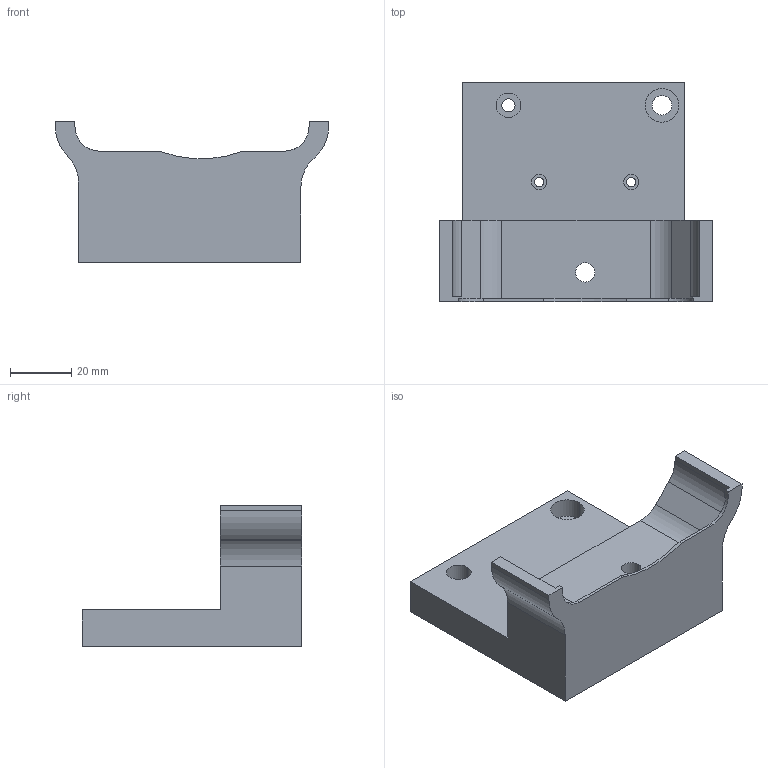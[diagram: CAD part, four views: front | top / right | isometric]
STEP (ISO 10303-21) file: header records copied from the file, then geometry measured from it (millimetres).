
FILE_DESCRIPTION (( 'STEP AP203' ), '1' );
FILE_NAME ('20939-E0W.STEP', '2010-06-30T09:45:23', ( 'Thorlabs' ), ( 'Thorlabs GmbH' ), 'SwSTEP 2.0', 'SolidWorks 2010', '' );
FILE_SCHEMA (( 'CONFIG_CONTROL_DESIGN' ));
Length unit declared in the file: millimetre
Products named in the file (1): 20939-E0W
Bounding box: 89 x 71.5 x 46 mm (x, y, z)
Volume: 95362.5 mm3; surface area: 22113.8 mm2
Topology: 1 solids, 1 shells, 63 faces, 166 edges, 110 vertices
Faces by surface type: cylinder 33, plane 30
Entity records: 2069 total; most frequent: DIRECTION 362, CARTESIAN_POINT 340, ORIENTED_EDGE 332, EDGE_CURVE 166, AXIS2_PLACEMENT_3D 132, VERTEX_POINT 110, VECTOR 98, LINE 98
